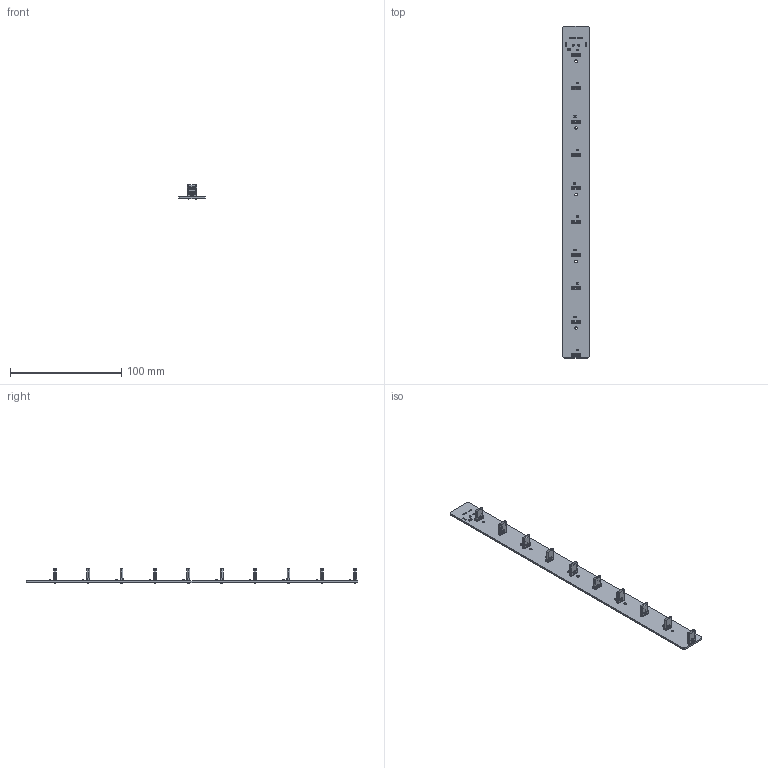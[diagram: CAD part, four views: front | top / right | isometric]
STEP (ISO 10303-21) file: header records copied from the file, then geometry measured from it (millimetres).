
FILE_DESCRIPTION(('Designed by EasyEDA Pro'),'2;1');
FILE_NAME('Open CASCADE Shape Model','2023-12-31T08:17:29',('Author'),( 'Open CASCADE'),'Open CASCADE STEP processor 7.6','Open CASCADE 7.6' ,'Unknown');
FILE_SCHEMA(('AUTOMOTIVE_DESIGN { 1 0 10303 214 1 1 1 1 }'));
Length unit declared in the file: millimetre
Products named in the file (29): PCBModel; Board; FUSE; F1206; SOLID; C2; C0805; C3; C4; C5; C9; C8; C7; C6; C10; C1; USB3; TYPE-C-SMD_YTC-TC16S-128; COMPOUND; USB2; USB1; USB5; USB6; USB7; USB8; USB9; USB10; USB4
Assembly tree (46 placements, depth 4):
  PCBModel
    Board
    FUSE
      F1206
        SOLID
    C2
      C0805
        SOLID
    C3
      C0805
        SOLID
    C4
      C0805
        SOLID
    C5
      C0805
        SOLID
    C9
      C0805
        SOLID
    C8
      C0805
        SOLID
    C7
      C0805
        SOLID
    C6
      C0805
        SOLID
    C10
      C0805
        SOLID
    C1
      C0805
        SOLID
    USB3
      TYPE-C-SMD_YTC-TC16S-128
        COMPOUND
    USB2
      TYPE-C-SMD_YTC-TC16S-128
        COMPOUND
    USB1
      TYPE-C-SMD_YTC-TC16S-128
        COMPOUND
    USB5
      TYPE-C-SMD_YTC-TC16S-128
        COMPOUND
    USB6
      TYPE-C-SMD_YTC-TC16S-128
        COMPOUND
    USB7
      TYPE-C-SMD_YTC-TC16S-128
        COMPOUND
    USB8
      TYPE-C-SMD_YTC-TC16S-128
        COMPOUND
    USB9
      TYPE-C-SMD_YTC-TC16S-128
        COMPOUND
    USB10
Bounding box: 23.65 x 298.5 x 12.94 mm (x, y, z)
Volume: 12330.8 mm3; surface area: 21100.6 mm2
Topology: 32 solids, 32 shells, 9517 faces, 26111 edges, 17114 vertices
Faces by surface type: plane 6115, bspline 2212, cylinder 990, sphere 80, cone 80, torus 40
Full cylindrical faces by diameter (mm): 0.8 x8, 1.5 x4, 1.9 x2, 2.3 x5
Entity records: 56827 total; most frequent: CARTESIAN_POINT 13379, ORIENTED_EDGE 7350, DIRECTION 5381, EDGE_CURVE 3675, LINE 2651, VECTOR 2651, VERTEX_POINT 2426, FACE_BOUND 1497
